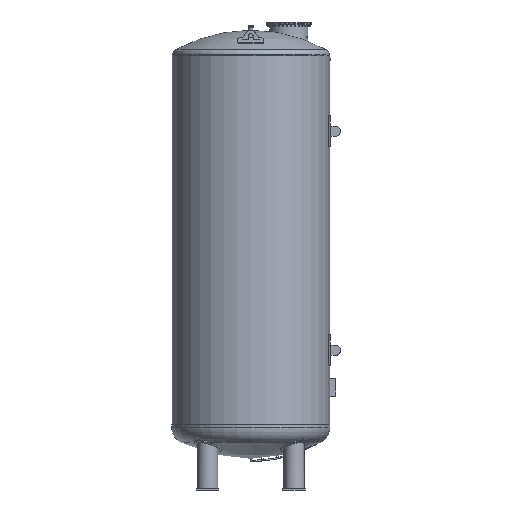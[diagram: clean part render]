
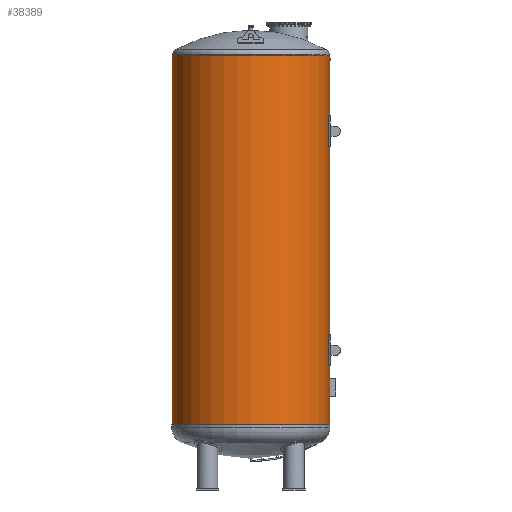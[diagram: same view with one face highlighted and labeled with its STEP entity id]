
A CAD part, left-side view. The second image highlights one B-rep face of the part: STEP entity #38389.
In plain terms, the highlighted cylindrical face has radius 1258 mm (diameter 2516 mm), a full revolution.
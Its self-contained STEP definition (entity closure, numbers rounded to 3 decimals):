
#4281=CARTESIAN_POINT('',(12.5,-1257.938,1125.));
#4282=VERTEX_POINT('',#4281);
#4283=CARTESIAN_POINT('',(-12.5,-1257.938,1125.));
#4284=VERTEX_POINT('',#4283);
#4285=CARTESIAN_POINT('',(0.,0.,1125.));
#4286=DIRECTION('',(0.0,0.0,-1.0));
#4287=DIRECTION('',(1.0,0.0,0.0));
#4288=AXIS2_PLACEMENT_3D('',#4285,#4286,#4287);
#4289=CIRCLE('',#4288,1258.0);
#4290=EDGE_CURVE('',#4282,#4284,#4289,.T.);
#4322=CARTESIAN_POINT('',(12.5,-1257.938,1285.));
#4323=VERTEX_POINT('',#4322);
#4324=CARTESIAN_POINT('',(12.5,-1257.938,1285.));
#4325=DIRECTION('',(0.0,0.0,-1.0));
#4326=VECTOR('',#4325,160.);
#4327=LINE('',#4324,#4326);
#4328=EDGE_CURVE('',#4323,#4282,#4327,.T.);
#4354=CARTESIAN_POINT('',(-12.5,-1257.938,1285.));
#4355=VERTEX_POINT('',#4354);
#4356=CARTESIAN_POINT('',(-12.5,-1257.938,1125.));
#4357=DIRECTION('',(0.0,0.0,1.0));
#4358=VECTOR('',#4357,160.);
#4359=LINE('',#4356,#4358);
#4360=EDGE_CURVE('',#4284,#4355,#4359,.T.);
#4403=CARTESIAN_POINT('',(0.,0.,1285.));
#4404=DIRECTION('',(0.0,0.0,1.0));
#4405=DIRECTION('',(1.0,0.0,0.0));
#4406=AXIS2_PLACEMENT_3D('',#4403,#4404,#4405);
#4407=CIRCLE('',#4406,1258.0);
#4408=EDGE_CURVE('',#4355,#4323,#4407,.T.);
#4421=CARTESIAN_POINT('',(12.5,-1257.938,4625.0));
#4422=VERTEX_POINT('',#4421);
#4423=CARTESIAN_POINT('',(-12.5,-1257.938,4625.0));
#4424=VERTEX_POINT('',#4423);
#4425=CARTESIAN_POINT('',(0.,0.,4625.));
#4426=DIRECTION('',(0.0,0.0,-1.0));
#4427=DIRECTION('',(1.0,0.0,0.0));
#4428=AXIS2_PLACEMENT_3D('',#4425,#4426,#4427);
#4429=CIRCLE('',#4428,1258.0);
#4430=EDGE_CURVE('',#4422,#4424,#4429,.T.);
#4462=CARTESIAN_POINT('',(12.5,-1257.938,4785.0));
#4463=VERTEX_POINT('',#4462);
#4464=CARTESIAN_POINT('',(12.5,-1257.938,4785.0));
#4465=DIRECTION('',(0.0,0.0,-1.0));
#4466=VECTOR('',#4465,160.0);
#4467=LINE('',#4464,#4466);
#4468=EDGE_CURVE('',#4463,#4422,#4467,.T.);
#4494=CARTESIAN_POINT('',(-12.5,-1257.938,4785.0));
#4495=VERTEX_POINT('',#4494);
#4496=CARTESIAN_POINT('',(-12.5,-1257.938,4625.0));
#4497=DIRECTION('',(0.0,0.0,1.0));
#4498=VECTOR('',#4497,160.0);
#4499=LINE('',#4496,#4498);
#4500=EDGE_CURVE('',#4424,#4495,#4499,.T.);
#4543=CARTESIAN_POINT('',(0.,0.,4785.));
#4544=DIRECTION('',(0.0,0.0,1.0));
#4545=DIRECTION('',(1.0,0.0,0.0));
#4546=AXIS2_PLACEMENT_3D('',#4543,#4544,#4545);
#4547=CIRCLE('',#4546,1258.0);
#4548=EDGE_CURVE('',#4495,#4463,#4547,.T.);
#5678=CARTESIAN_POINT('',(306.477,-1220.097,5816.583));
#5679=VERTEX_POINT('',#5678);
#5680=CARTESIAN_POINT('',(306.477,-1220.097,5816.583));
#5681=CARTESIAN_POINT('',(306.477,-1220.097,5818.234));
#5682=CARTESIAN_POINT('',(306.597,-1220.067,5819.953));
#5683=CARTESIAN_POINT('',(307.112,-1219.937,5823.402));
#5684=CARTESIAN_POINT('',(307.507,-1219.838,5825.132));
#5685=CARTESIAN_POINT('',(309.112,-1219.432,5830.163));
#5686=CARTESIAN_POINT('',(310.755,-1219.016,5833.303));
#5687=CARTESIAN_POINT('',(313.588,-1218.289,5836.763));
#5688=CARTESIAN_POINT('',(314.461,-1218.064,5837.673));
#5689=CARTESIAN_POINT('',(316.381,-1217.566,5839.317));
#5690=CARTESIAN_POINT('',(317.43,-1217.294,5840.051));
#5691=CARTESIAN_POINT('',(319.645,-1216.714,5841.251));
#5692=CARTESIAN_POINT('',(320.815,-1216.406,5841.719));
#5693=CARTESIAN_POINT('',(323.196,-1215.775,5842.341));
#5694=CARTESIAN_POINT('',(324.408,-1215.453,5842.495));
#5695=CARTESIAN_POINT('',(326.781,-1214.817,5842.495));
#5696=CARTESIAN_POINT('',(327.992,-1214.49,5842.341));
#5697=CARTESIAN_POINT('',(330.369,-1213.846,5841.719));
#5698=CARTESIAN_POINT('',(331.536,-1213.528,5841.251));
#5699=CARTESIAN_POINT('',(333.744,-1212.922,5840.051));
#5700=CARTESIAN_POINT('',(334.789,-1212.634,5839.317));
#5701=CARTESIAN_POINT('',(336.701,-1212.105,5837.673));
#5702=CARTESIAN_POINT('',(337.569,-1211.863,5836.763));
#5703=CARTESIAN_POINT('',(340.387,-1211.076,5833.303));
#5704=CARTESIAN_POINT('',(342.018,-1210.615,5830.163));
#5705=CARTESIAN_POINT('',(343.61,-1210.164,5825.132));
#5706=CARTESIAN_POINT('',(344.002,-1210.052,5823.402));
#5707=CARTESIAN_POINT('',(344.513,-1209.907,5819.953));
#5708=CARTESIAN_POINT('',(344.631,-1209.873,5818.234));
#5709=CARTESIAN_POINT('',(344.631,-1209.873,5813.5));
#5710=CARTESIAN_POINT('',(344.203,-1209.996,5810.161));
#5711=CARTESIAN_POINT('',(342.796,-1210.395,5805.42));
#5712=CARTESIAN_POINT('',(342.202,-1210.563,5803.882));
#5713=CARTESIAN_POINT('',(340.79,-1210.961,5800.991));
#5714=CARTESIAN_POINT('',(339.971,-1211.192,5799.638));
#5715=CARTESIAN_POINT('',(338.285,-1211.663,5797.369));
#5716=CARTESIAN_POINT('',(337.389,-1211.913,5796.35));
#5717=CARTESIAN_POINT('',(335.396,-1212.466,5794.508));
#5718=CARTESIAN_POINT('',(334.297,-1212.77,5793.685));
#5719=CARTESIAN_POINT('',(331.96,-1213.412,5792.336));
#5720=CARTESIAN_POINT('',(330.718,-1213.751,5791.808));
#5721=CARTESIAN_POINT('',(328.174,-1214.441,5791.106));
#5722=CARTESIAN_POINT('',(326.873,-1214.792,5790.931));
#5723=CARTESIAN_POINT('',(324.316,-1215.477,5790.931));
#5724=CARTESIAN_POINT('',(323.013,-1215.824,5791.106));
#5725=CARTESIAN_POINT('',(320.466,-1216.498,5791.808));
#5726=CARTESIAN_POINT('',(319.22,-1216.825,5792.336));
#5727=CARTESIAN_POINT('',(316.875,-1217.438,5793.685));
#5728=CARTESIAN_POINT('',(315.772,-1217.725,5794.508));
#5729=CARTESIAN_POINT('',(313.769,-1218.242,5796.35));
#5730=CARTESIAN_POINT('',(312.868,-1218.474,5797.369));
#5731=CARTESIAN_POINT('',(311.173,-1218.908,5799.638));
#5732=CARTESIAN_POINT('',(310.348,-1219.118,5800.991));
#5733=CARTESIAN_POINT('',(308.925,-1219.479,5803.882));
#5734=CARTESIAN_POINT('',(308.328,-1219.63,5805.42));
#5735=CARTESIAN_POINT('',(306.909,-1219.988,5810.161));
#5736=CARTESIAN_POINT('',(306.477,-1220.097,5813.5));
#5737=CARTESIAN_POINT('',(306.477,-1220.097,5816.583));
#5738=B_SPLINE_CURVE_WITH_KNOTS('',3,(#5680,#5681,#5682,#5683,#5684,#5685,#5686,#5687,#5688,#5689,#5690,#5691,#5692,#5693,#5694,#5695,#5696,#5697,#5698,#5699,#5700,#5701,#5702,#5703,#5704,#5705,#5706,#5707,#5708,#5709,#5710,#5711,#5712,#5713,#5714,#5715,#5716,#5717,#5718,#5719,#5720,#5721,#5722,#5723,#5724,#5725,#5726,#5727,#5728,#5729,#5730,#5731,#5732,#5733,#5734,#5735,#5736,#5737),.UNSPECIFIED.,.T.,.U.,(4,2,2,2,2,2,2,2,2,2,2,2,2,2,2,2,2,2,2,2,2,2,2,2,2,2,2,2,4),(0.0,0.495,0.991,1.982,2.35,2.719,3.087,3.456,3.824,4.192,4.561,4.929,5.92,6.416,6.911,7.836,8.298,8.761,9.158,9.555,9.952,10.349,10.747,11.144,11.541,11.938,12.401,12.863,13.788),.UNSPECIFIED.);
#5739=EDGE_CURVE('',#5679,#5679,#5738,.T.);
#38273=CARTESIAN_POINT('',(-1258.0,0.,11.589));
#38274=VERTEX_POINT('',#38273);
#38275=CARTESIAN_POINT('',(0.,0.,11.589));
#38276=DIRECTION('',(0.0,0.0,-1.0));
#38277=DIRECTION('',(1.0,0.0,0.0));
#38278=AXIS2_PLACEMENT_3D('',#38275,#38276,#38277);
#38279=CIRCLE('',#38278,1258.0);
#38280=EDGE_CURVE('',#38274,#38274,#38279,.T.);
#38323=CARTESIAN_POINT('',(-1258.,0.,5921.589));
#38324=VERTEX_POINT('',#38323);
#38325=CARTESIAN_POINT('',(0.,0.,5921.589));
#38326=DIRECTION('',(0.0,0.0,-1.0));
#38327=DIRECTION('',(1.0,0.0,0.0));
#38328=AXIS2_PLACEMENT_3D('',#38325,#38326,#38327);
#38329=CIRCLE('',#38328,1258.0);
#38330=EDGE_CURVE('',#38324,#38324,#38329,.T.);
#38363=CARTESIAN_POINT('',(0.,0.,11.589));
#38364=DIRECTION('',(0.,0.,1.0));
#38365=DIRECTION('',(1.0,0.0,0.0));
#38366=AXIS2_PLACEMENT_3D('',#38363,#38364,#38365);
#38367=CYLINDRICAL_SURFACE('',#38366,1258.0);
#38368=ORIENTED_EDGE('',*,*,#38280,.F.);
#38369=EDGE_LOOP('',(#38368));
#38370=FACE_OUTER_BOUND('',#38369,.T.);
#38371=ORIENTED_EDGE('',*,*,#4328,.T.);
#38372=ORIENTED_EDGE('',*,*,#4290,.T.);
#38373=ORIENTED_EDGE('',*,*,#4360,.T.);
#38374=ORIENTED_EDGE('',*,*,#4408,.T.);
#38375=EDGE_LOOP('',(#38371,#38372,#38373,#38374));
#38376=FACE_BOUND('',#38375,.T.);
#38377=ORIENTED_EDGE('',*,*,#4468,.T.);
#38378=ORIENTED_EDGE('',*,*,#4430,.T.);
#38379=ORIENTED_EDGE('',*,*,#4500,.T.);
#38380=ORIENTED_EDGE('',*,*,#4548,.T.);
#38381=EDGE_LOOP('',(#38377,#38378,#38379,#38380));
#38382=FACE_BOUND('',#38381,.T.);
#38383=ORIENTED_EDGE('',*,*,#5739,.T.);
#38384=EDGE_LOOP('',(#38383));
#38385=FACE_BOUND('',#38384,.T.);
#38386=ORIENTED_EDGE('',*,*,#38330,.T.);
#38387=EDGE_LOOP('',(#38386));
#38388=FACE_BOUND('',#38387,.T.);
#38389=ADVANCED_FACE('',(#38370,#38376,#38382,#38385,#38388),#38367,.T.);
